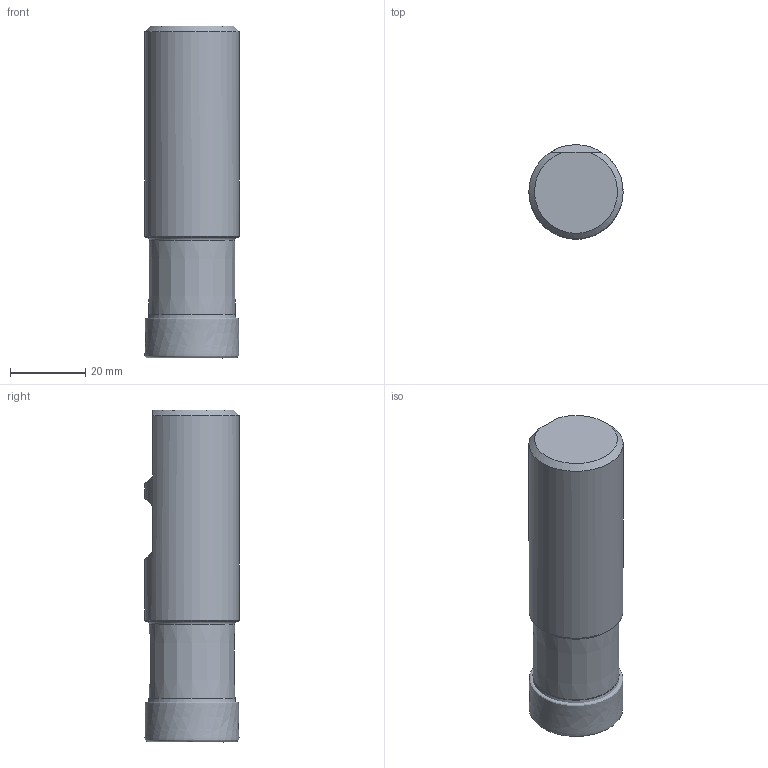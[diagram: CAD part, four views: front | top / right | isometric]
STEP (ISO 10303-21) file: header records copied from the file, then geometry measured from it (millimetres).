
FILE_DESCRIPTION(/* description */ (''),/* implementation_level */ '2;1');
FILE_NAME(/* name */ 'toolassembly_1.stp',/* time_stamp */ '2020-04-15T16:27:32+02:00',/* author */ (''),/* organization */ ('SMS'),/* preprocessor_version */ 'ST-DEVELOPER v16.7',/* originating_system */ 'SIEMENS PLM Software NX 12.0',/* authorisation */ '');
FILE_SCHEMA (('AUTOMOTIVE_DESIGN { 1 0 10303 214 3 1 1 1 }'));
Length unit declared in the file: millimetre
Products named in the file (4): CUT_20200415162651; ASSEMBLY_CONSTRUCTION; NOCUT_20200415162633; TOOLASSEMBLY_1
Assembly tree (3 placements, depth 2):
  TOOLASSEMBLY_1
    NOCUT_20200415162633
    ASSEMBLY_CONSTRUCTION
    CUT_20200415162651
Bounding box: 24.99 x 24.99 x 88.03 mm (x, y, z)
Volume: 43646.9 mm3; surface area: 9508.6 mm2
Topology: 2 solids, 2 shells, 31 faces, 64 edges, 49 vertices
Faces by surface type: plane 11, cone 9, torus 9, cylinder 1, bspline 1
Full cylindrical faces by diameter (mm): 24.994 x1
Entity records: 6629 total; most frequent: CARTESIAN_POINT 5871, DIRECTION 148, ORIENTED_EDGE 74, AXIS2_PLACEMENT_3D 70, EDGE_LOOP 53, FACE_BOUND 46, EDGE_CURVE 37, VERTEX_POINT 33
